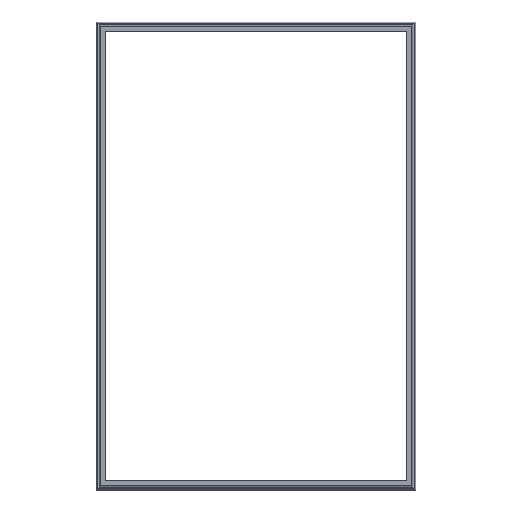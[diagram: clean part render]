
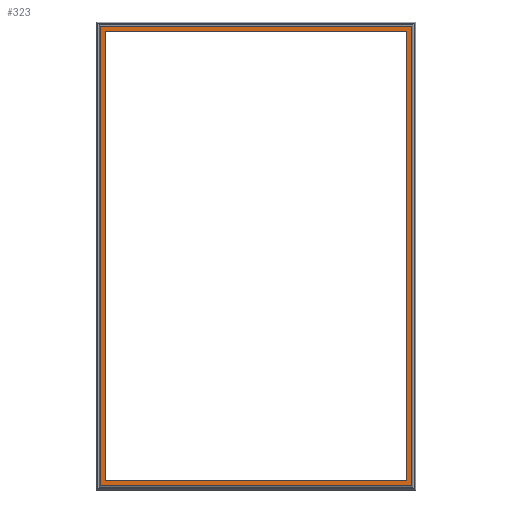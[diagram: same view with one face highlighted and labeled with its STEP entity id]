
A CAD part, top view. The second image highlights one B-rep face of the part: STEP entity #323.
In plain terms, the highlighted planar face has unit normal (0, 0, 1).
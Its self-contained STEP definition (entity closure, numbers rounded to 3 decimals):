
#4 = VECTOR ( 'NONE', #419, 1000. ) ;
#8 = CARTESIAN_POINT ( 'NONE',  ( 21.287, 21.287, -12. ) ) ;
#20 = DIRECTION ( 'NONE',  ( 0., -1., 0. ) ) ;
#26 = ORIENTED_EDGE ( 'NONE', *, *, #42, .T. ) ;
#30 = VECTOR ( 'NONE', #155, 1000. ) ;
#35 = VECTOR ( 'NONE', #324, 1000. ) ;
#42 = EDGE_CURVE ( 'NONE', #331, #199, #133, .T. ) ;
#45 = CARTESIAN_POINT ( 'NONE',  ( 27.379, 572.621, -12. ) ) ;
#49 = CARTESIAN_POINT ( 'NONE',  ( 404.22, 27.379, -12. ) ) ;
#50 = ORIENTED_EDGE ( 'NONE', *, *, #311, .T. ) ;
#62 = CARTESIAN_POINT ( 'NONE',  ( 27.379, 15.78, -12. ) ) ;
#63 = ORIENTED_EDGE ( 'NONE', *, *, #157, .T. ) ;
#73 = PLANE ( 'NONE',  #313 ) ;
#77 = VERTEX_POINT ( 'NONE', #125 ) ;
#78 = CARTESIAN_POINT ( 'NONE',  ( 27.379, 15.78, -12. ) ) ;
#87 = CARTESIAN_POINT ( 'NONE',  ( 398.713, 578.713, -12. ) ) ;
#93 = CARTESIAN_POINT ( 'NONE',  ( 398.713, 584.22, -12. ) ) ;
#97 = LINE ( 'NONE', #216, #452 ) ;
#114 = VECTOR ( 'NONE', #265, 1000. ) ;
#115 = CARTESIAN_POINT ( 'NONE',  ( 21.287, 15.78, -12. ) ) ;
#117 = DIRECTION ( 'NONE',  ( -1., 0., 0. ) ) ;
#121 = EDGE_LOOP ( 'NONE', ( #333, #50, #63, #26 ) ) ;
#125 = CARTESIAN_POINT ( 'NONE',  ( 398.713, 21.287, -12. ) ) ;
#127 = CARTESIAN_POINT ( 'NONE',  ( 21.287, 578.713, -12. ) ) ;
#133 = LINE ( 'NONE', #208, #4 ) ;
#146 = LINE ( 'NONE', #294, #327 ) ;
#151 = EDGE_CURVE ( 'NONE', #405, #391, #97, .T. ) ;
#155 = DIRECTION ( 'NONE',  ( -1., 0., 0. ) ) ;
#157 = EDGE_CURVE ( 'NONE', #291, #331, #211, .T. ) ;
#159 = ORIENTED_EDGE ( 'NONE', *, *, #151, .F. ) ;
#195 = VECTOR ( 'NONE', #426, 1000. ) ;
#196 = DIRECTION ( 'NONE',  ( 0., 0., -1. ) ) ;
#199 = VERTEX_POINT ( 'NONE', #292 ) ;
#207 = CARTESIAN_POINT ( 'NONE',  ( 404.22, 21.287, -12. ) ) ;
#208 = CARTESIAN_POINT ( 'NONE',  ( 15.78, 572.621, -12. ) ) ;
#211 = LINE ( 'NONE', #62, #35 ) ;
#216 = CARTESIAN_POINT ( 'NONE',  ( 15.78, 578.713, -12. ) ) ;
#229 = CARTESIAN_POINT ( 'NONE',  ( 27.379, 27.379, -12. ) ) ;
#232 = VERTEX_POINT ( 'NONE', #473 ) ;
#239 = EDGE_CURVE ( 'NONE', #199, #232, #146, .T. ) ;
#248 = DIRECTION ( 'NONE',  ( 1., 0., 0. ) ) ;
#265 = DIRECTION ( 'NONE',  ( 0., 1., 0. ) ) ;
#266 = ORIENTED_EDGE ( 'NONE', *, *, #364, .F. ) ;
#291 = VERTEX_POINT ( 'NONE', #229 ) ;
#292 = CARTESIAN_POINT ( 'NONE',  ( 392.621, 572.621, -12. ) ) ;
#294 = CARTESIAN_POINT ( 'NONE',  ( 392.621, 584.22, -12. ) ) ;
#298 = EDGE_LOOP ( 'NONE', ( #266, #368, #376, #159 ) ) ;
#304 = LINE ( 'NONE', #115, #114 ) ;
#308 = VERTEX_POINT ( 'NONE', #8 ) ;
#311 = EDGE_CURVE ( 'NONE', #232, #291, #380, .T. ) ;
#313 = AXIS2_PLACEMENT_3D ( 'NONE', #78, #196, #117 ) ;
#320 = LINE ( 'NONE', #93, #462 ) ;
#323 = ADVANCED_FACE ( 'NONE', ( #334, #342 ), #73, .F. ) ;
#324 = DIRECTION ( 'NONE',  ( 0., 1., 0. ) ) ;
#327 = VECTOR ( 'NONE', #441, 1000. ) ;
#331 = VERTEX_POINT ( 'NONE', #45 ) ;
#333 = ORIENTED_EDGE ( 'NONE', *, *, #239, .T. ) ;
#334 = FACE_BOUND ( 'NONE', #121, .T. ) ;
#342 = FACE_OUTER_BOUND ( 'NONE', #298, .T. ) ;
#364 = EDGE_CURVE ( 'NONE', #308, #405, #304, .T. ) ;
#368 = ORIENTED_EDGE ( 'NONE', *, *, #400, .F. ) ;
#376 = ORIENTED_EDGE ( 'NONE', *, *, #412, .F. ) ;
#380 = LINE ( 'NONE', #49, #30 ) ;
#391 = VERTEX_POINT ( 'NONE', #87 ) ;
#400 = EDGE_CURVE ( 'NONE', #77, #308, #420, .T. ) ;
#405 = VERTEX_POINT ( 'NONE', #127 ) ;
#412 = EDGE_CURVE ( 'NONE', #391, #77, #320, .T. ) ;
#419 = DIRECTION ( 'NONE',  ( 1., 0., 0. ) ) ;
#420 = LINE ( 'NONE', #207, #195 ) ;
#426 = DIRECTION ( 'NONE',  ( -1., 0., 0. ) ) ;
#441 = DIRECTION ( 'NONE',  ( 0., -1., 0. ) ) ;
#452 = VECTOR ( 'NONE', #248, 1000. ) ;
#462 = VECTOR ( 'NONE', #20, 1000. ) ;
#473 = CARTESIAN_POINT ( 'NONE',  ( 392.621, 27.379, -12. ) ) ;
